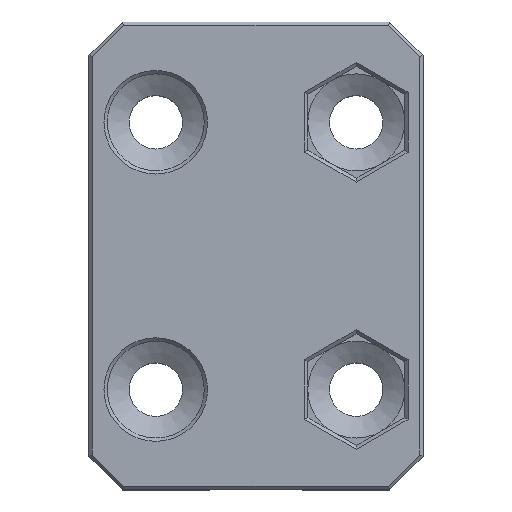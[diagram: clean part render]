
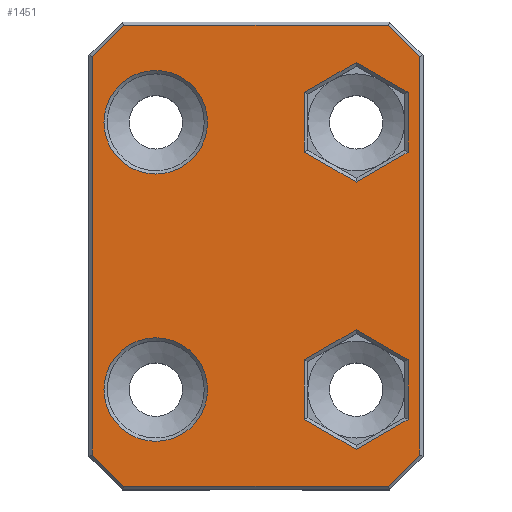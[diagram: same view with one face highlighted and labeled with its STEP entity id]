
A CAD part, top view. The second image highlights one B-rep face of the part: STEP entity #1451.
In plain terms, the highlighted planar face has unit normal (0, 0, 1).
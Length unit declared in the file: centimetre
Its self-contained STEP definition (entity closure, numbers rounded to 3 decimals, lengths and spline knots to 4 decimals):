
#92=LINE('',#2259,#247);
#93=LINE('',#2261,#248);
#94=LINE('',#2263,#249);
#95=LINE('',#2265,#250);
#96=LINE('',#2267,#251);
#97=LINE('',#2269,#252);
#98=LINE('',#2271,#253);
#99=LINE('',#2272,#254);
#100=LINE('',#2277,#255);
#101=LINE('',#2279,#256);
#102=LINE('',#2281,#257);
#103=LINE('',#2283,#258);
#104=LINE('',#2285,#259);
#105=LINE('',#2286,#260);
#106=LINE('',#2289,#261);
#107=LINE('',#2291,#262);
#108=LINE('',#2293,#263);
#109=LINE('',#2295,#264);
#110=LINE('',#2297,#265);
#111=LINE('',#2298,#266);
#247=VECTOR('',#1826,1.5834);
#248=VECTOR('',#1827,0.2663);
#249=VECTOR('',#1828,2.3834);
#250=VECTOR('',#1829,0.2663);
#251=VECTOR('',#1830,1.5834);
#252=VECTOR('',#1831,0.2663);
#253=VECTOR('',#1832,2.3834);
#254=VECTOR('',#1833,0.2663);
#255=VECTOR('',#1836,0.358);
#256=VECTOR('',#1837,0.358);
#257=VECTOR('',#1838,0.358);
#258=VECTOR('',#1839,0.358);
#259=VECTOR('',#1840,0.358);
#260=VECTOR('',#1841,0.358);
#261=VECTOR('',#1842,0.358);
#262=VECTOR('',#1843,0.358);
#263=VECTOR('',#1844,0.358);
#264=VECTOR('',#1845,0.358);
#265=VECTOR('',#1846,0.358);
#266=VECTOR('',#1847,0.358);
#368=PLANE('',#1570);
#430=FACE_BOUND('',#587,.T.);
#431=FACE_BOUND('',#588,.T.);
#432=FACE_BOUND('',#589,.T.);
#433=FACE_BOUND('',#590,.T.);
#478=FACE_OUTER_BOUND('',#586,.T.);
#586=EDGE_LOOP('',(#1152,#1153,#1154,#1155,#1156,#1157,#1158,#1159));
#587=EDGE_LOOP('',(#1160));
#588=EDGE_LOOP('',(#1161,#1162,#1163,#1164,#1165,#1166));
#589=EDGE_LOOP('',(#1167,#1168,#1169,#1170,#1171,#1172));
#590=EDGE_LOOP('',(#1173));
#674=CIRCLE('',#1569,0.31);
#675=CIRCLE('',#1571,0.31);
#747=VERTEX_POINT('',#2254);
#748=VERTEX_POINT('',#2257);
#749=VERTEX_POINT('',#2258);
#750=VERTEX_POINT('',#2260);
#751=VERTEX_POINT('',#2262);
#752=VERTEX_POINT('',#2264);
#753=VERTEX_POINT('',#2266);
#754=VERTEX_POINT('',#2268);
#755=VERTEX_POINT('',#2270);
#756=VERTEX_POINT('',#2273);
#757=VERTEX_POINT('',#2275);
#758=VERTEX_POINT('',#2276);
#759=VERTEX_POINT('',#2278);
#760=VERTEX_POINT('',#2280);
#761=VERTEX_POINT('',#2282);
#762=VERTEX_POINT('',#2284);
#763=VERTEX_POINT('',#2287);
#764=VERTEX_POINT('',#2288);
#765=VERTEX_POINT('',#2290);
#766=VERTEX_POINT('',#2292);
#767=VERTEX_POINT('',#2294);
#768=VERTEX_POINT('',#2296);
#896=EDGE_CURVE('',#747,#747,#674,.T.);
#897=EDGE_CURVE('',#748,#749,#92,.T.);
#898=EDGE_CURVE('',#750,#748,#93,.T.);
#899=EDGE_CURVE('',#751,#750,#94,.T.);
#900=EDGE_CURVE('',#752,#751,#95,.T.);
#901=EDGE_CURVE('',#753,#752,#96,.T.);
#902=EDGE_CURVE('',#754,#753,#97,.T.);
#903=EDGE_CURVE('',#755,#754,#98,.T.);
#904=EDGE_CURVE('',#749,#755,#99,.T.);
#905=EDGE_CURVE('',#756,#756,#675,.T.);
#906=EDGE_CURVE('',#757,#758,#100,.T.);
#907=EDGE_CURVE('',#759,#757,#101,.T.);
#908=EDGE_CURVE('',#760,#759,#102,.T.);
#909=EDGE_CURVE('',#761,#760,#103,.T.);
#910=EDGE_CURVE('',#762,#761,#104,.T.);
#911=EDGE_CURVE('',#758,#762,#105,.T.);
#912=EDGE_CURVE('',#763,#764,#106,.T.);
#913=EDGE_CURVE('',#765,#763,#107,.T.);
#914=EDGE_CURVE('',#766,#765,#108,.T.);
#915=EDGE_CURVE('',#767,#766,#109,.T.);
#916=EDGE_CURVE('',#768,#767,#110,.T.);
#917=EDGE_CURVE('',#764,#768,#111,.T.);
#1152=ORIENTED_EDGE('',*,*,#897,.F.);
#1153=ORIENTED_EDGE('',*,*,#898,.F.);
#1154=ORIENTED_EDGE('',*,*,#899,.F.);
#1155=ORIENTED_EDGE('',*,*,#900,.F.);
#1156=ORIENTED_EDGE('',*,*,#901,.F.);
#1157=ORIENTED_EDGE('',*,*,#902,.F.);
#1158=ORIENTED_EDGE('',*,*,#903,.F.);
#1159=ORIENTED_EDGE('',*,*,#904,.F.);
#1160=ORIENTED_EDGE('',*,*,#905,.F.);
#1161=ORIENTED_EDGE('',*,*,#906,.F.);
#1162=ORIENTED_EDGE('',*,*,#907,.F.);
#1163=ORIENTED_EDGE('',*,*,#908,.F.);
#1164=ORIENTED_EDGE('',*,*,#909,.F.);
#1165=ORIENTED_EDGE('',*,*,#910,.F.);
#1166=ORIENTED_EDGE('',*,*,#911,.F.);
#1167=ORIENTED_EDGE('',*,*,#912,.F.);
#1168=ORIENTED_EDGE('',*,*,#913,.F.);
#1169=ORIENTED_EDGE('',*,*,#914,.F.);
#1170=ORIENTED_EDGE('',*,*,#915,.F.);
#1171=ORIENTED_EDGE('',*,*,#916,.F.);
#1172=ORIENTED_EDGE('',*,*,#917,.F.);
#1173=ORIENTED_EDGE('',*,*,#896,.F.);
#1451=ADVANCED_FACE('',(#478,#430,#431,#432,#433),#368,.T.);
#1569=AXIS2_PLACEMENT_3D('',#2255,#1822,#1823);
#1570=AXIS2_PLACEMENT_3D('',#2256,#1824,#1825);
#1571=AXIS2_PLACEMENT_3D('',#2274,#1834,#1835);
#1822=DIRECTION('center_axis',(0.,0.,1.));
#1823=DIRECTION('ref_axis',(-1.,0.,0.));
#1824=DIRECTION('center_axis',(0.,0.,1.));
#1825=DIRECTION('ref_axis',(1.,0.,0.));
#1826=DIRECTION('',(-1.,0.,0.));
#1827=DIRECTION('',(-0.707,-0.707,0.));
#1828=DIRECTION('',(0.,-1.,0.));
#1829=DIRECTION('',(0.707,-0.707,0.));
#1830=DIRECTION('',(1.,0.,0.));
#1831=DIRECTION('',(0.707,0.707,0.));
#1832=DIRECTION('',(0.,1.,0.));
#1833=DIRECTION('',(-0.707,0.707,0.));
#1834=DIRECTION('center_axis',(0.,0.,1.));
#1835=DIRECTION('ref_axis',(-1.,0.,0.));
#1836=DIRECTION('',(0.866,-0.5,0.));
#1837=DIRECTION('',(0.,-1.,0.));
#1838=DIRECTION('',(-0.866,-0.5,0.));
#1839=DIRECTION('',(-0.866,0.5,0.));
#1840=DIRECTION('',(0.,1.,0.));
#1841=DIRECTION('',(0.866,0.5,0.));
#1842=DIRECTION('',(0.866,-0.5,0.));
#1843=DIRECTION('',(0.,-1.,0.));
#1844=DIRECTION('',(-0.866,-0.5,0.));
#1845=DIRECTION('',(-0.866,0.5,0.));
#1846=DIRECTION('',(0.,1.,0.));
#1847=DIRECTION('',(0.866,0.5,0.));
#2254=CARTESIAN_POINT('',(-0.29,-0.8,0.74));
#2255=CARTESIAN_POINT('Origin',(-0.6,-0.8,0.74));
#2256=CARTESIAN_POINT('Origin',(0.,0.,0.74));
#2257=CARTESIAN_POINT('',(0.7917,-1.38,0.74));
#2258=CARTESIAN_POINT('',(-0.7917,-1.38,0.74));
#2259=CARTESIAN_POINT('',(-0.5,-1.38,0.74));
#2260=CARTESIAN_POINT('',(0.98,-1.1917,0.74));
#2261=CARTESIAN_POINT('',(0.9859,-1.1859,0.74));
#2262=CARTESIAN_POINT('',(0.98,1.1917,0.74));
#2263=CARTESIAN_POINT('',(0.98,-0.7,0.74));
#2264=CARTESIAN_POINT('',(0.7917,1.38,0.74));
#2265=CARTESIAN_POINT('',(0.9859,1.1859,0.74));
#2266=CARTESIAN_POINT('',(-0.7917,1.38,0.74));
#2267=CARTESIAN_POINT('',(0.5,1.38,0.74));
#2268=CARTESIAN_POINT('',(-0.98,1.1917,0.74));
#2269=CARTESIAN_POINT('',(-0.9859,1.1859,0.74));
#2270=CARTESIAN_POINT('',(-0.98,-1.1917,0.74));
#2271=CARTESIAN_POINT('',(-0.98,0.7,0.74));
#2272=CARTESIAN_POINT('',(-0.9859,-1.1859,0.74));
#2273=CARTESIAN_POINT('',(-0.29,0.8,0.74));
#2274=CARTESIAN_POINT('Origin',(-0.6,0.8,0.74));
#2275=CARTESIAN_POINT('',(0.29,0.621,0.74));
#2276=CARTESIAN_POINT('',(0.6,0.442,0.74));
#2277=CARTESIAN_POINT('',(0.4657,0.5196,0.74));
#2278=CARTESIAN_POINT('',(0.29,0.979,0.74));
#2279=CARTESIAN_POINT('',(0.29,0.3163,0.74));
#2280=CARTESIAN_POINT('',(0.6,1.158,0.74));
#2281=CARTESIAN_POINT('',(-0.0257,0.7967,0.74));
#2282=CARTESIAN_POINT('',(0.91,0.979,0.74));
#2283=CARTESIAN_POINT('',(0.6307,1.1402,0.74));
#2284=CARTESIAN_POINT('',(0.91,0.621,0.74));
#2285=CARTESIAN_POINT('',(0.91,0.4837,0.74));
#2286=CARTESIAN_POINT('',(0.4293,0.3435,0.74));
#2287=CARTESIAN_POINT('',(0.29,-0.979,0.74));
#2288=CARTESIAN_POINT('',(0.6,-1.158,0.74));
#2289=CARTESIAN_POINT('',(0.1193,-0.8804,0.74));
#2290=CARTESIAN_POINT('',(0.29,-0.621,0.74));
#2291=CARTESIAN_POINT('',(0.29,-0.4837,0.74));
#2292=CARTESIAN_POINT('',(0.6,-0.442,0.74));
#2293=CARTESIAN_POINT('',(0.3207,-0.6033,0.74));
#2294=CARTESIAN_POINT('',(0.91,-0.621,0.74));
#2295=CARTESIAN_POINT('',(0.2843,-0.2598,0.74));
#2296=CARTESIAN_POINT('',(0.91,-0.979,0.74));
#2297=CARTESIAN_POINT('',(0.91,-0.3163,0.74));
#2298=CARTESIAN_POINT('',(0.7757,-1.0565,0.74));
